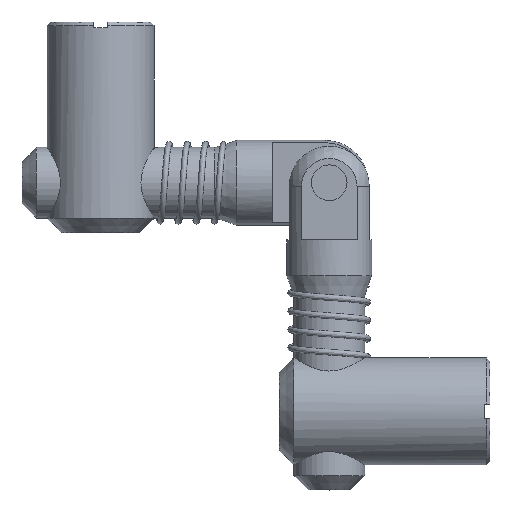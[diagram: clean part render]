
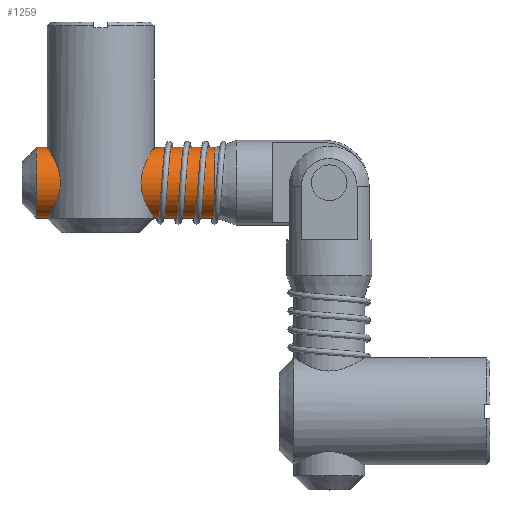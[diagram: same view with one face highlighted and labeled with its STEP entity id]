
A CAD part, top view. The second image highlights one B-rep face of the part: STEP entity #1259.
In plain terms, the highlighted cylindrical face has radius 4.95 mm (diameter 9.9 mm), a full revolution.
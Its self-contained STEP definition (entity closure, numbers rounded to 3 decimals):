
#20=FACE_BOUND('',#262,.T.);
#82=B_SPLINE_CURVE_WITH_KNOTS('',3,(#5167,#5168,#5169,#5170,#5171,#5172,
#5173,#5174,#5175,#5176,#5177,#5178,#5179,#5180,#5181,#5182,#5183,#5184,
#5185,#5186,#5187,#5188,#5189,#5190,#5191,#5192,#5193,#5194,#5195,#5196,
#5197,#5198,#5199,#5200,#5201,#5202,#5203,#5204,#5205,#5206,#5207,#5208,
#5209,#5210,#5211,#5212,#5213,#5214,#5215,#5216),.UNSPECIFIED.,.T.,.F.,
(4,2,2,2,2,2,2,2,2,2,2,2,2,2,2,2,2,2,2,2,2,2,2,2,4),(-3.105,
-2.92,-2.734,-2.625,-2.515,
-2.422,-2.329,-2.236,-2.142,
-2.033,-1.923,-1.738,-1.552,
-1.387,-1.221,-1.102,-0.982,
-0.879,-0.776,-0.673,-0.57,
-0.451,-0.331,-0.165,0.),
 .UNSPECIFIED.);
#185=FACE_OUTER_BOUND('',#261,.T.);
#261=EDGE_LOOP('',(#980,#981,#982,#983));
#262=EDGE_LOOP('',(#984));
#333=LINE('',#5221,#412);
#412=VECTOR('',#1579,4.95);
#495=CIRCLE('',#1372,4.95);
#496=CIRCLE('',#1373,4.95);
#581=VERTEX_POINT('',#5165);
#582=VERTEX_POINT('',#5218);
#583=VERTEX_POINT('',#5220);
#735=EDGE_CURVE('',#581,#581,#82,.T.);
#736=EDGE_CURVE('',#582,#582,#495,.T.);
#737=EDGE_CURVE('',#582,#583,#333,.T.);
#738=EDGE_CURVE('',#583,#583,#496,.T.);
#980=ORIENTED_EDGE('',*,*,#736,.F.);
#981=ORIENTED_EDGE('',*,*,#737,.T.);
#982=ORIENTED_EDGE('',*,*,#738,.T.);
#983=ORIENTED_EDGE('',*,*,#737,.F.);
#984=ORIENTED_EDGE('',*,*,#735,.F.);
#1226=CYLINDRICAL_SURFACE('',#1371,4.95);
#1259=ADVANCED_FACE('',(#185,#20),#1226,.T.);
#1371=AXIS2_PLACEMENT_3D('',#5217,#1575,#1576);
#1372=AXIS2_PLACEMENT_3D('',#5219,#1577,#1578);
#1373=AXIS2_PLACEMENT_3D('',#5222,#1580,#1581);
#1575=DIRECTION('center_axis',(1.,0.,0.));
#1576=DIRECTION('ref_axis',(0.,0.,
-1.));
#1577=DIRECTION('center_axis',(1.,0.,0.));
#1578=DIRECTION('ref_axis',(0.,0.,
-1.));
#1579=DIRECTION('',(-1.,0.,0.));
#1580=DIRECTION('center_axis',(1.,0.,0.));
#1581=DIRECTION('ref_axis',(0.,0.,
-1.));
#5165=CARTESIAN_POINT('',(-26.804,19.219,-1.376));
#5167=CARTESIAN_POINT('Ctrl Pts',(-26.804,19.219,-1.376));
#5168=CARTESIAN_POINT('Ctrl Pts',(-27.422,19.219,-1.376));
#5169=CARTESIAN_POINT('Ctrl Pts',(-28.085,19.311,-1.311));
#5170=CARTESIAN_POINT('Ctrl Pts',(-29.347,19.635,-1.033));
#5171=CARTESIAN_POINT('Ctrl Pts',(-29.948,19.86,-0.82));
#5172=CARTESIAN_POINT('Ctrl Pts',(-30.766,20.207,-0.399));
#5173=CARTESIAN_POINT('Ctrl Pts',(-31.084,20.352,-0.202));
#5174=CARTESIAN_POINT('Ctrl Pts',(-31.665,20.632,0.262));
#5175=CARTESIAN_POINT('Ctrl Pts',(-31.928,20.766,0.53));
#5176=CARTESIAN_POINT('Ctrl Pts',(-32.311,20.966,1.049));
#5177=CARTESIAN_POINT('Ctrl Pts',(-32.475,21.053,1.334));
#5178=CARTESIAN_POINT('Ctrl Pts',(-32.697,21.173,1.948));
#5179=CARTESIAN_POINT('Ctrl Pts',(-32.754,21.204,2.278));
#5180=CARTESIAN_POINT('Ctrl Pts',(-32.754,21.204,2.899));
#5181=CARTESIAN_POINT('Ctrl Pts',(-32.697,21.173,3.228));
#5182=CARTESIAN_POINT('Ctrl Pts',(-32.475,21.053,3.843));
#5183=CARTESIAN_POINT('Ctrl Pts',(-32.311,20.966,4.128));
#5184=CARTESIAN_POINT('Ctrl Pts',(-31.928,20.766,4.647));
#5185=CARTESIAN_POINT('Ctrl Pts',(-31.665,20.632,4.915));
#5186=CARTESIAN_POINT('Ctrl Pts',(-31.084,20.352,5.379));
#5187=CARTESIAN_POINT('Ctrl Pts',(-30.766,20.207,5.576));
#5188=CARTESIAN_POINT('Ctrl Pts',(-29.948,19.86,5.997));
#5189=CARTESIAN_POINT('Ctrl Pts',(-29.347,19.635,6.21));
#5190=CARTESIAN_POINT('Ctrl Pts',(-28.085,19.311,6.488));
#5191=CARTESIAN_POINT('Ctrl Pts',(-27.422,19.219,6.553));
#5192=CARTESIAN_POINT('Ctrl Pts',(-26.252,19.219,6.553));
#5193=CARTESIAN_POINT('Ctrl Pts',(-25.658,19.292,6.501));
#5194=CARTESIAN_POINT('Ctrl Pts',(-24.517,19.559,6.278));
#5195=CARTESIAN_POINT('Ctrl Pts',(-23.969,19.747,6.107));
#5196=CARTESIAN_POINT('Ctrl Pts',(-23.151,20.071,5.747));
#5197=CARTESIAN_POINT('Ctrl Pts',(-22.792,20.229,5.552));
#5198=CARTESIAN_POINT('Ctrl Pts',(-22.131,20.539,5.084));
#5199=CARTESIAN_POINT('Ctrl Pts',(-21.829,20.69,4.808));
#5200=CARTESIAN_POINT('Ctrl Pts',(-21.382,20.921,4.263));
#5201=CARTESIAN_POINT('Ctrl Pts',(-21.189,21.023,3.958));
#5202=CARTESIAN_POINT('Ctrl Pts',(-20.924,21.166,3.292));
#5203=CARTESIAN_POINT('Ctrl Pts',(-20.854,21.204,2.931));
#5204=CARTESIAN_POINT('Ctrl Pts',(-20.854,21.204,2.246));
#5205=CARTESIAN_POINT('Ctrl Pts',(-20.924,21.166,1.885));
#5206=CARTESIAN_POINT('Ctrl Pts',(-21.189,21.023,1.219));
#5207=CARTESIAN_POINT('Ctrl Pts',(-21.382,20.921,0.914));
#5208=CARTESIAN_POINT('Ctrl Pts',(-21.829,20.69,0.368));
#5209=CARTESIAN_POINT('Ctrl Pts',(-22.131,20.539,0.093));
#5210=CARTESIAN_POINT('Ctrl Pts',(-22.792,20.229,-0.376));
#5211=CARTESIAN_POINT('Ctrl Pts',(-23.151,20.071,-0.57));
#5212=CARTESIAN_POINT('Ctrl Pts',(-23.969,19.747,-0.93));
#5213=CARTESIAN_POINT('Ctrl Pts',(-24.517,19.559,-1.101));
#5214=CARTESIAN_POINT('Ctrl Pts',(-25.658,19.292,-1.324));
#5215=CARTESIAN_POINT('Ctrl Pts',(-26.252,19.219,-1.376));
#5216=CARTESIAN_POINT('Ctrl Pts',(-26.804,19.219,-1.376));
#5217=CARTESIAN_POINT('Origin',(8.646,16.254,2.588));
#5218=CARTESIAN_POINT('',(-12.804,16.254,7.538));
#5219=CARTESIAN_POINT('Origin',(-12.804,16.254,2.588));
#5220=CARTESIAN_POINT('',(-37.804,16.254,7.538));
#5221=CARTESIAN_POINT('',(8.646,16.254,7.538));
#5222=CARTESIAN_POINT('Origin',(-37.804,16.254,2.588));
